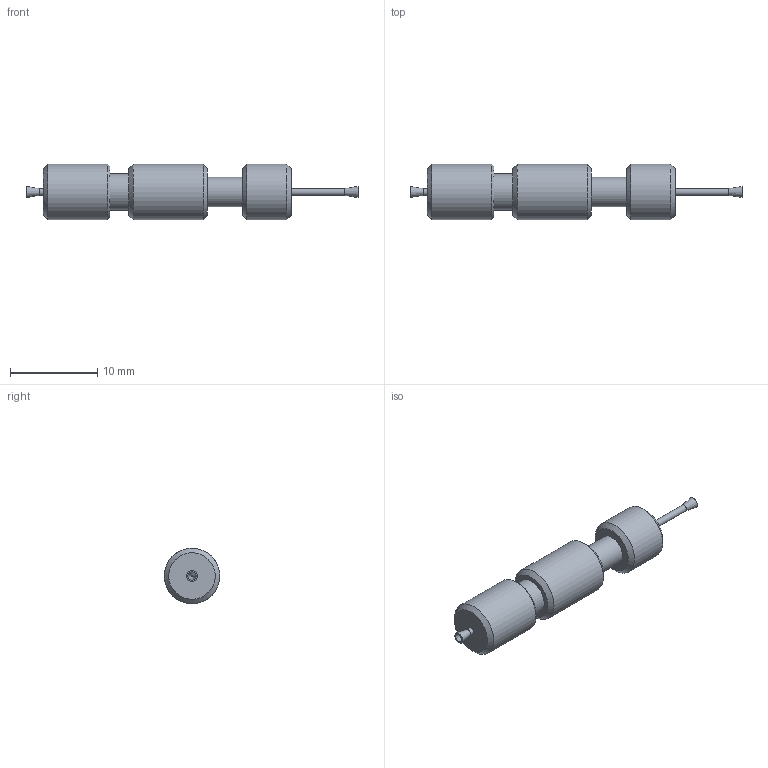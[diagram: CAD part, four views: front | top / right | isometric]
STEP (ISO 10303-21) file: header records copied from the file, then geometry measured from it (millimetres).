
FILE_DESCRIPTION((''),'2;1');
FILE_NAME('305265.stp','2012-04-24T08:53:49',('Franzp'),(''),'Autodesk Inventor 2011','Autodesk Inventor 2011','');
FILE_SCHEMA(('AUTOMOTIVE_DESIGN { 1 0 10303 214 1 1 1 1 }'));
Length unit declared in the file: millimetre
Products named in the file (7): 305265; 312649; 310113; 312650; 312651; 312647; 312648
Assembly tree (6 placements, depth 2):
  305265
    312649
    310113
    312650
    312651
    312647
    312648
Bounding box: 38.1 x 6.35 x 6.35 mm (x, y, z)
Volume: 742.9 mm3; surface area: 1142.1 mm2
Topology: 6 solids, 6 shells, 75 faces, 137 edges, 80 vertices
Faces by surface type: cone 30, cylinder 24, plane 18, torus 3
Full cylindrical faces by diameter (mm): 0.102 x1, 0.15 x2, 0.787 x2, 0.813 x2, 0.84 x1, 0.864 x2, 1.07 x1, 2.032 x1, 2.26 x1, 2.413 x2, 2.54 x2, 2.819 x1, 3.404 x1, 3.429 x1, 4.166 x1, 6.35 x3
Entity records: 1781 total; most frequent: DIRECTION 324, CARTESIAN_POINT 273, AXIS2_PLACEMENT_3D 162, ORIENTED_EDGE 150, EDGE_LOOP 150, VERTEX_POINT 75, EDGE_CURVE 75, FACE_OUTER_BOUND 75
